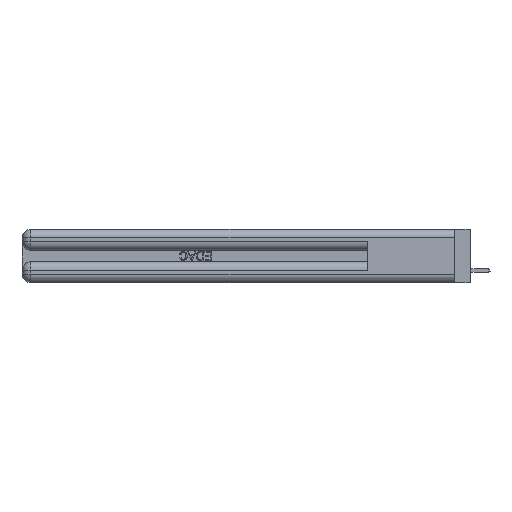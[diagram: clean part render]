
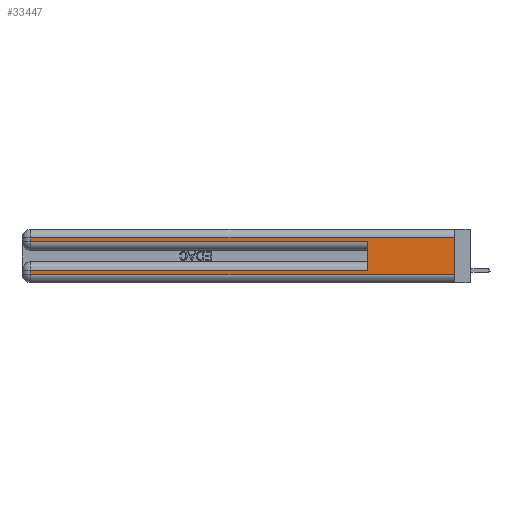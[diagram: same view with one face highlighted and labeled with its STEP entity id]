
A CAD part, left-side view. The second image highlights one B-rep face of the part: STEP entity #33447.
In plain terms, the highlighted planar face has unit normal (-1, 0, 0).
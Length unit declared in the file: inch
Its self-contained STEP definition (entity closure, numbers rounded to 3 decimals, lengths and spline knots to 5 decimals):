
#2386 = CARTESIAN_POINT ( 'NONE',  ( 0., 2.94, 0.085 ) ) ;
#2725 = EDGE_CURVE ( 'NONE', #27770, #43348, #31702, .T. ) ;
#4645 = VECTOR ( 'NONE', #32230, 39.37008 ) ;
#4830 = ORIENTED_EDGE ( 'NONE', *, *, #13156, .F. ) ;
#5039 = DIRECTION ( 'NONE',  ( 0., 1., 0. ) ) ;
#5688 = DIRECTION ( 'NONE',  ( 0., 0., -1. ) ) ;
#6169 = DIRECTION ( 'NONE',  ( 0., 1., 0. ) ) ;
#7445 = CARTESIAN_POINT ( 'NONE',  ( 0., 0., 0.37 ) ) ;
#7461 = VECTOR ( 'NONE', #5688, 39.37008 ) ;
#7963 = CARTESIAN_POINT ( 'NONE',  ( 0., 0., 0.085 ) ) ;
#8411 = DIRECTION ( 'NONE',  ( 0., 0., 1. ) ) ;
#8743 = VECTOR ( 'NONE', #8411, 39.37008 ) ;
#10849 = DIRECTION ( 'NONE',  ( 1., 0., 0. ) ) ;
#11945 = LINE ( 'NONE', #32427, #8743 ) ;
#13156 = EDGE_CURVE ( 'NONE', #41923, #18127, #11945, .T. ) ;
#13176 = VERTEX_POINT ( 'NONE', #2386 ) ;
#13893 = LINE ( 'NONE', #40904, #32281 ) ;
#15285 = ORIENTED_EDGE ( 'NONE', *, *, #37159, .T. ) ;
#18127 = VERTEX_POINT ( 'NONE', #42832 ) ;
#19058 = EDGE_CURVE ( 'NONE', #23122, #18127, #38667, .T. ) ;
#19271 = EDGE_CURVE ( 'NONE', #32486, #43348, #13893, .T. ) ;
#19532 = ORIENTED_EDGE ( 'NONE', *, *, #39587, .T. ) ;
#19621 = VECTOR ( 'NONE', #6169, 39.37008 ) ;
#20987 = CARTESIAN_POINT ( 'NONE',  ( 0., 0.6, 0.085 ) ) ;
#23122 = VERTEX_POINT ( 'NONE', #25879 ) ;
#23364 = LINE ( 'NONE', #40204, #19621 ) ;
#23929 = VECTOR ( 'NONE', #38312, 39.37008 ) ;
#24288 = VECTOR ( 'NONE', #5039, 39.37008 ) ;
#24654 = EDGE_LOOP ( 'NONE', ( #43740, #15285, #19532, #38072, #4830, #35299, #29559, #28843 ) ) ;
#25117 = LINE ( 'NONE', #25205, #39857 ) ;
#25205 = CARTESIAN_POINT ( 'NONE',  ( 0., 2.94, 0.37 ) ) ;
#25879 = CARTESIAN_POINT ( 'NONE',  ( 0., 2.94, 0.285 ) ) ;
#26101 = AXIS2_PLACEMENT_3D ( 'NONE', #7445, #10849, #41522 ) ;
#27667 = EDGE_CURVE ( 'NONE', #13176, #32486, #25117, .T. ) ;
#27770 = VERTEX_POINT ( 'NONE', #38279 ) ;
#27818 = CARTESIAN_POINT ( 'NONE',  ( 0., 2.94, 0.31 ) ) ;
#28843 = ORIENTED_EDGE ( 'NONE', *, *, #19271, .T. ) ;
#29559 = ORIENTED_EDGE ( 'NONE', *, *, #27667, .T. ) ;
#29698 = CARTESIAN_POINT ( 'NONE',  ( 0., 2.94, 0.06 ) ) ;
#31477 = DIRECTION ( 'NONE',  ( 0., 0., -1. ) ) ;
#31674 = EDGE_CURVE ( 'NONE', #41923, #13176, #35849, .T. ) ;
#31702 = LINE ( 'NONE', #32478, #7461 ) ;
#31895 = CARTESIAN_POINT ( 'NONE',  ( 0., 0., 0.06 ) ) ;
#32230 = DIRECTION ( 'NONE',  ( 0., 0., -1. ) ) ;
#32281 = VECTOR ( 'NONE', #36993, 39.37008 ) ;
#32427 = CARTESIAN_POINT ( 'NONE',  ( 0., 0.6, 0.145 ) ) ;
#32478 = CARTESIAN_POINT ( 'NONE',  ( 0., 0., 0.37 ) ) ;
#32486 = VERTEX_POINT ( 'NONE', #29698 ) ;
#33447 = ADVANCED_FACE ( 'NONE', ( #39385 ), #37939, .F. ) ;
#33555 = VERTEX_POINT ( 'NONE', #27818 ) ;
#35299 = ORIENTED_EDGE ( 'NONE', *, *, #31674, .T. ) ;
#35849 = LINE ( 'NONE', #7963, #24288 ) ;
#36993 = DIRECTION ( 'NONE',  ( 0., -1., 0. ) ) ;
#37159 = EDGE_CURVE ( 'NONE', #27770, #33555, #23364, .T. ) ;
#37939 = PLANE ( 'NONE',  #26101 ) ;
#37996 = CARTESIAN_POINT ( 'NONE',  ( 0., 2.94, 0.37 ) ) ;
#38072 = ORIENTED_EDGE ( 'NONE', *, *, #19058, .T. ) ;
#38279 = CARTESIAN_POINT ( 'NONE',  ( 0., 0., 0.31 ) ) ;
#38312 = DIRECTION ( 'NONE',  ( 0., -1., 0. ) ) ;
#38454 = CARTESIAN_POINT ( 'NONE',  ( 0., 0., 0.285 ) ) ;
#38667 = LINE ( 'NONE', #38454, #23929 ) ;
#39385 = FACE_OUTER_BOUND ( 'NONE', #24654, .T. ) ;
#39587 = EDGE_CURVE ( 'NONE', #33555, #23122, #39974, .T. ) ;
#39857 = VECTOR ( 'NONE', #31477, 39.37008 ) ;
#39974 = LINE ( 'NONE', #37996, #4645 ) ;
#40204 = CARTESIAN_POINT ( 'NONE',  ( 0., 0., 0.31 ) ) ;
#40904 = CARTESIAN_POINT ( 'NONE',  ( 0., 0., 0.06 ) ) ;
#41522 = DIRECTION ( 'NONE',  ( 0., 0., -1. ) ) ;
#41923 = VERTEX_POINT ( 'NONE', #20987 ) ;
#42832 = CARTESIAN_POINT ( 'NONE',  ( 0., 0.6, 0.285 ) ) ;
#43348 = VERTEX_POINT ( 'NONE', #31895 ) ;
#43740 = ORIENTED_EDGE ( 'NONE', *, *, #2725, .F. ) ;
